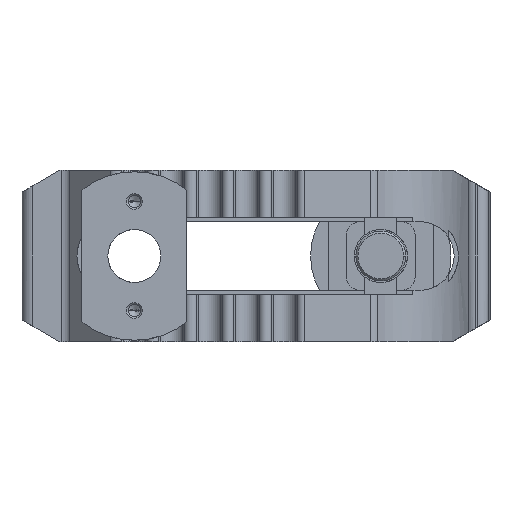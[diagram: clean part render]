
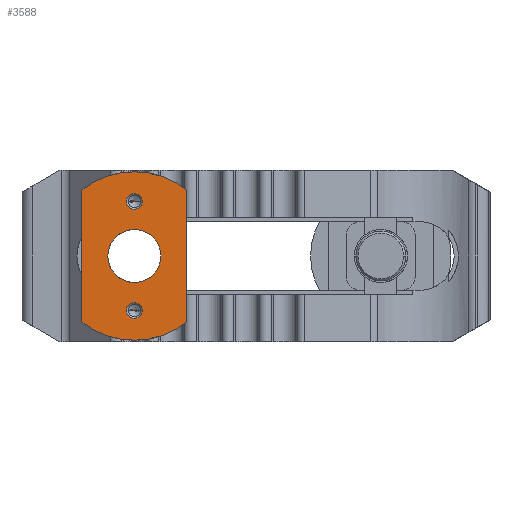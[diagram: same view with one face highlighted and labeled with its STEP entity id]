
A CAD part, front view. The second image highlights one B-rep face of the part: STEP entity #3588.
In plain terms, the highlighted planar face has unit normal (0, -1, 0).
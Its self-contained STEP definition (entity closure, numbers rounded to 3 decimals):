
#2322=EDGE_CURVE('',#3300,#3952,#5853,.T.);
#2544=VERTEX_POINT('',#6100);
#2546=EDGE_CURVE('',#4870,#4782,#6102,.T.);
#2766=EDGE_CURVE('',#4328,#3124,#6345,.T.);
#2878=EDGE_CURVE('',#4870,#4328,#6464,.T.);
#3036=EDGE_CURVE('',#4720,#3880,#6636,.T.);
#3124=VERTEX_POINT('',#6732);
#3300=VERTEX_POINT('',#6921);
#3488=VERTEX_POINT('',#7125);
#3588=ADVANCED_FACE('',(#7233,#7234,#7235,#7236),#7237,.T.);
#3880=VERTEX_POINT('',#7547);
#3952=VERTEX_POINT('',#7624);
#3988=EDGE_CURVE('',#3488,#2544,#7663,.T.);
#4168=EDGE_CURVE('',#3124,#4782,#7867,.T.);
#4328=VERTEX_POINT('',#8040);
#4612=EDGE_CURVE('',#3952,#3300,#8355,.T.);
#4720=VERTEX_POINT('',#8473);
#4782=VERTEX_POINT('',#8544);
#4830=EDGE_CURVE('',#2544,#3488,#8598,.T.);
#4844=EDGE_CURVE('',#3880,#4720,#8614,.T.);
#4870=VERTEX_POINT('',#8643);
#5853=CIRCLE('',#9936,8.5);
#6100=CARTESIAN_POINT('',(-2.5,0.,17.5));
#6102=LINE('',#10286,#10287);
#6345=LINE('',#10726,#10727);
#6464=CIRCLE('',#10934,27.0);
#6636=CIRCLE('',#11167,2.5);
#6732=CARTESIAN_POINT('',(16.8,0.0,-21.137));
#6921=CARTESIAN_POINT('',(8.5,0.0,0.));
#7125=CARTESIAN_POINT('',(2.5,0.0,17.5));
#7233=FACE_BOUND('',#12099,.T.);
#7234=FACE_BOUND('',#12100,.T.);
#7235=FACE_BOUND('',#12101,.T.);
#7236=FACE_OUTER_BOUND('',#12102,.T.);
#7237=PLANE('',#12103);
#7547=CARTESIAN_POINT('',(2.5,0.,-17.5));
#7624=CARTESIAN_POINT('',(-8.5,0.,0.));
#7663=CIRCLE('',#12846,2.5);
#7867=CIRCLE('',#13130,27.0);
#8040=CARTESIAN_POINT('',(16.8,0.0,21.137));
#8355=CIRCLE('',#13873,8.5);
#8473=CARTESIAN_POINT('',(-2.5,0.0,-17.5));
#8544=CARTESIAN_POINT('',(-16.8,0.0,-21.137));
#8598=CIRCLE('',#14265,2.5);
#8614=CIRCLE('',#14285,2.5);
#8643=CARTESIAN_POINT('',(-16.8,0.0,21.137));
#9936=AXIS2_PLACEMENT_3D('',#15743,#15744,#15745);
#10286=CARTESIAN_POINT('',(-16.8,0.0,28.0));
#10287=VECTOR('',#16096,1.0);
#10726=CARTESIAN_POINT('',(16.8,0.0,28.0));
#10727=VECTOR('',#16378,1.0);
#10934=AXIS2_PLACEMENT_3D('',#16505,#16506,#16507);
#11167=AXIS2_PLACEMENT_3D('',#16677,#16678,#16679);
#12099=EDGE_LOOP('',(#17269,#17270));
#12100=EDGE_LOOP('',(#17271,#17272));
#12101=EDGE_LOOP('',(#17273,#17274));
#12102=EDGE_LOOP('',(#17275,#17276,#17277,#17278));
#12103=AXIS2_PLACEMENT_3D('',#17279,#17280,#17281);
#12846=AXIS2_PLACEMENT_3D('',#17704,#17705,#17706);
#13130=AXIS2_PLACEMENT_3D('',#17960,#17961,#17962);
#13873=AXIS2_PLACEMENT_3D('',#18519,#18520,#18521);
#14265=AXIS2_PLACEMENT_3D('',#18810,#18811,#18812);
#14285=AXIS2_PLACEMENT_3D('',#18831,#18832,#18833);
#15743=CARTESIAN_POINT('',(0.0,0.0,0.0));
#15744=DIRECTION('',(0.,1.0,0.));
#15745=DIRECTION('',(-1.0,0.,0.));
#16096=DIRECTION('',(0.0,0.,-1.0));
#16378=DIRECTION('',(0.0,0.,-1.0));
#16505=CARTESIAN_POINT('',(0.0,0.0,0.0));
#16506=DIRECTION('',(0.,1.0,0.));
#16507=DIRECTION('',(-1.0,0.,0.));
#16677=CARTESIAN_POINT('',(0.0,0.0,-17.5));
#16678=DIRECTION('',(0.,1.0,0.));
#16679=DIRECTION('',(-1.0,0.,0.));
#17269=ORIENTED_EDGE('',*,*,#3036,.T.);
#17270=ORIENTED_EDGE('',*,*,#4844,.T.);
#17271=ORIENTED_EDGE('',*,*,#3988,.T.);
#17272=ORIENTED_EDGE('',*,*,#4830,.T.);
#17273=ORIENTED_EDGE('',*,*,#2322,.T.);
#17274=ORIENTED_EDGE('',*,*,#4612,.T.);
#17275=ORIENTED_EDGE('',*,*,#2878,.F.);
#17276=ORIENTED_EDGE('',*,*,#2546,.T.);
#17277=ORIENTED_EDGE('',*,*,#4168,.F.);
#17278=ORIENTED_EDGE('',*,*,#2766,.F.);
#17279=CARTESIAN_POINT('',(-16.8,0.0,28.0));
#17280=DIRECTION('',(0.,-1.0,0.));
#17281=DIRECTION('',(-1.0,0.,0.));
#17704=CARTESIAN_POINT('',(0.0,0.0,17.5));
#17705=DIRECTION('',(0.,1.0,0.));
#17706=DIRECTION('',(1.0,0.,0.));
#17960=CARTESIAN_POINT('',(0.0,0.0,0.0));
#17961=DIRECTION('',(0.,1.0,0.));
#17962=DIRECTION('',(-1.0,0.,0.));
#18519=CARTESIAN_POINT('',(0.0,0.0,0.0));
#18520=DIRECTION('',(0.,1.0,0.));
#18521=DIRECTION('',(-1.0,0.,0.));
#18810=CARTESIAN_POINT('',(0.0,0.0,17.5));
#18811=DIRECTION('',(0.,1.0,0.));
#18812=DIRECTION('',(1.0,0.,0.));
#18831=CARTESIAN_POINT('',(0.0,0.0,-17.5));
#18832=DIRECTION('',(0.,1.0,0.));
#18833=DIRECTION('',(-1.0,0.,0.));
